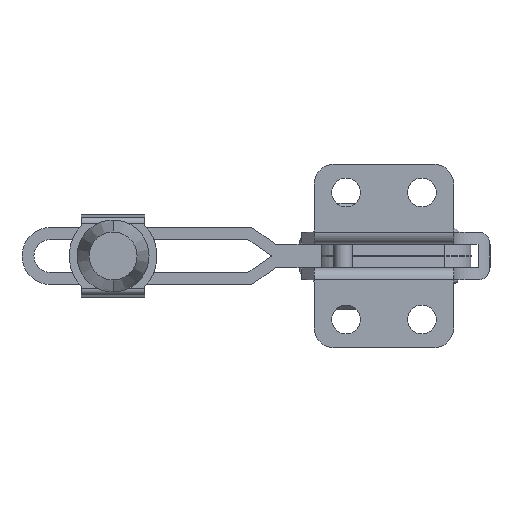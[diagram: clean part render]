
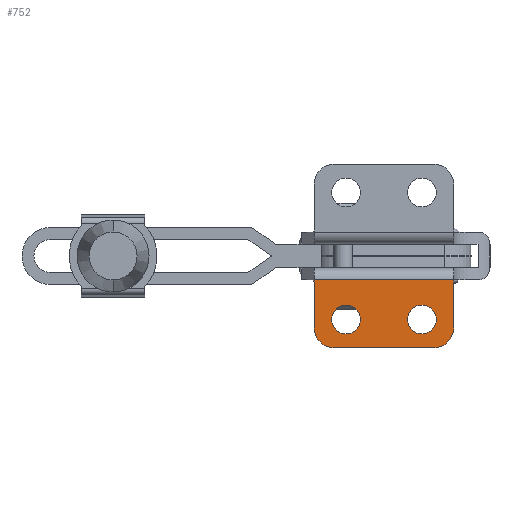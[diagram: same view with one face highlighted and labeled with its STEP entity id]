
A CAD part, front view. The second image highlights one B-rep face of the part: STEP entity #752.
In plain terms, the highlighted planar face has unit normal (0, -1, 0).
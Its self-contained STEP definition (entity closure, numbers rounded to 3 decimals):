
#309 = VERTEX_POINT ( 'NONE', #11209 ) ;
#312 = VERTEX_POINT ( 'NONE', #11301 ) ;
#345 = EDGE_CURVE ( 'NONE', #383, #309, #11289, .T. ) ;
#354 = VERTEX_POINT ( 'NONE', #11246 ) ;
#383 = VERTEX_POINT ( 'NONE', #11332 ) ;
#425 = EDGE_CURVE ( 'NONE', #312, #354, #11418, .T. ) ;
#523 = ORIENTED_EDGE ( 'NONE', *, *, #425, .F. ) ;
#634 = VERTEX_POINT ( 'NONE', #8511 ) ;
#635 = ORIENTED_EDGE ( 'NONE', *, *, #636, .T. ) ;
#636 = EDGE_CURVE ( 'NONE', #757, #783, #8573, .T. ) ;
#637 = EDGE_CURVE ( 'NONE', #671, #645, #8568, .T. ) ;
#638 = EDGE_CURVE ( 'NONE', #634, #757, #8564, .T. ) ;
#644 = EDGE_CURVE ( 'NONE', #645, #646, #8553, .T. ) ;
#645 = VERTEX_POINT ( 'NONE', #8549 ) ;
#646 = VERTEX_POINT ( 'NONE', #8548 ) ;
#660 = ORIENTED_EDGE ( 'NONE', *, *, #781, .F. ) ;
#668 = EDGE_LOOP ( 'NONE', ( #767, #676, #773, #766, #670, #635 ) ) ;
#669 = EDGE_CURVE ( 'NONE', #646, #634, #8477, .T. ) ;
#670 = ORIENTED_EDGE ( 'NONE', *, *, #638, .T. ) ;
#671 = VERTEX_POINT ( 'NONE', #8478 ) ;
#676 = ORIENTED_EDGE ( 'NONE', *, *, #637, .T. ) ;
#752 = ADVANCED_FACE ( 'NONE', ( #4546, #4542, #4541 ), #4540, .F. ) ;
#753 = EDGE_LOOP ( 'NONE', ( #754, #523 ) ) ;
#754 = ORIENTED_EDGE ( 'NONE', *, *, #755, .F. ) ;
#755 = EDGE_CURVE ( 'NONE', #354, #312, #4534, .T. ) ;
#756 = EDGE_LOOP ( 'NONE', ( #660, #782 ) ) ;
#757 = VERTEX_POINT ( 'NONE', #4559 ) ;
#766 = ORIENTED_EDGE ( 'NONE', *, *, #669, .T. ) ;
#767 = ORIENTED_EDGE ( 'NONE', *, *, #772, .F. ) ;
#772 = EDGE_CURVE ( 'NONE', #671, #783, #4677, .T. ) ;
#773 = ORIENTED_EDGE ( 'NONE', *, *, #644, .T. ) ;
#781 = EDGE_CURVE ( 'NONE', #309, #383, #4582, .T. ) ;
#782 = ORIENTED_EDGE ( 'NONE', *, *, #345, .F. ) ;
#783 = VERTEX_POINT ( 'NONE', #4598 ) ;
#4533 = AXIS2_PLACEMENT_3D ( 'NONE', #4538, #4561, #4560 ) ;
#4534 = CIRCLE ( 'NONE', #4533, 3.6 ) ;
#4535 = DIRECTION ( 'NONE',  ( 0., 0., 1. ) ) ;
#4536 = DIRECTION ( 'NONE',  ( 0., 1., 0. ) ) ;
#4537 = CARTESIAN_POINT ( 'NONE',  ( -9.1, 0., 6. ) ) ;
#4538 = CARTESIAN_POINT ( 'NONE',  ( -17.05, 0., -15.9 ) ) ;
#4539 = AXIS2_PLACEMENT_3D ( 'NONE', #4537, #4536, #4535 ) ;
#4540 = PLANE ( 'NONE',  #4539 ) ;
#4541 = FACE_OUTER_BOUND ( 'NONE', #668, .T. ) ;
#4542 = FACE_BOUND ( 'NONE', #756, .T. ) ;
#4546 = FACE_BOUND ( 'NONE', #753, .T. ) ;
#4559 = CARTESIAN_POINT ( 'NONE',  ( -14.1, 0., -23. ) ) ;
#4560 = DIRECTION ( 'NONE',  ( 0., 0., -1. ) ) ;
#4561 = DIRECTION ( 'NONE',  ( 0., -1., 0. ) ) ;
#4582 = CIRCLE ( 'NONE', #4699, 3.6 ) ;
#4598 = CARTESIAN_POINT ( 'NONE',  ( -9.1, 0., -18. ) ) ;
#4605 = CARTESIAN_POINT ( 'NONE',  ( -36.05, 0., -15.9 ) ) ;
#4611 = VECTOR ( 'NONE', #4642, 1000. ) ;
#4642 = DIRECTION ( 'NONE',  ( 0., 0., -1. ) ) ;
#4677 = LINE ( 'NONE', #4703, #4611 ) ;
#4697 = DIRECTION ( 'NONE',  ( 0., 0., -1. ) ) ;
#4698 = DIRECTION ( 'NONE',  ( 0., -1., 0. ) ) ;
#4699 = AXIS2_PLACEMENT_3D ( 'NONE', #4605, #4698, #4697 ) ;
#4703 = CARTESIAN_POINT ( 'NONE',  ( -9.1, 0., 6. ) ) ;
#8473 = DIRECTION ( 'NONE',  ( 0., 0., -1. ) ) ;
#8474 = DIRECTION ( 'NONE',  ( 0., -1., 0. ) ) ;
#8475 = CARTESIAN_POINT ( 'NONE',  ( -39., 0., -18. ) ) ;
#8476 = AXIS2_PLACEMENT_3D ( 'NONE', #8475, #8474, #8473 ) ;
#8477 = CIRCLE ( 'NONE', #8476, 5. ) ;
#8478 = CARTESIAN_POINT ( 'NONE',  ( -9.1, 0., -6. ) ) ;
#8511 = CARTESIAN_POINT ( 'NONE',  ( -39., 0., -23. ) ) ;
#8548 = CARTESIAN_POINT ( 'NONE',  ( -44., 0., -18. ) ) ;
#8549 = CARTESIAN_POINT ( 'NONE',  ( -44., 0., -6. ) ) ;
#8550 = DIRECTION ( 'NONE',  ( 0., 0., -1. ) ) ;
#8551 = VECTOR ( 'NONE', #8550, 1000. ) ;
#8552 = CARTESIAN_POINT ( 'NONE',  ( -44., 0., 6. ) ) ;
#8553 = LINE ( 'NONE', #8552, #8551 ) ;
#8561 = DIRECTION ( 'NONE',  ( 1., 0., 0. ) ) ;
#8562 = VECTOR ( 'NONE', #8561, 1000. ) ;
#8563 = CARTESIAN_POINT ( 'NONE',  ( -39., 0., -23. ) ) ;
#8564 = LINE ( 'NONE', #8563, #8562 ) ;
#8565 = DIRECTION ( 'NONE',  ( -1., 0., 0. ) ) ;
#8566 = VECTOR ( 'NONE', #8565, 1000. ) ;
#8567 = CARTESIAN_POINT ( 'NONE',  ( -9.1, 0., -6. ) ) ;
#8568 = LINE ( 'NONE', #8567, #8566 ) ;
#8569 = DIRECTION ( 'NONE',  ( 0., 0., -1. ) ) ;
#8570 = DIRECTION ( 'NONE',  ( 0., -1., 0. ) ) ;
#8571 = CARTESIAN_POINT ( 'NONE',  ( -14.1, 0., -18. ) ) ;
#8572 = AXIS2_PLACEMENT_3D ( 'NONE', #8571, #8570, #8569 ) ;
#8573 = CIRCLE ( 'NONE', #8572, 5. ) ;
#11209 = CARTESIAN_POINT ( 'NONE',  ( -36.05, 0., -19.5 ) ) ;
#11246 = CARTESIAN_POINT ( 'NONE',  ( -17.05, 0., -19.5 ) ) ;
#11286 = DIRECTION ( 'NONE',  ( 0., 0., -1. ) ) ;
#11287 = DIRECTION ( 'NONE',  ( 0., -1., 0. ) ) ;
#11288 = AXIS2_PLACEMENT_3D ( 'NONE', #11341, #11287, #11286 ) ;
#11289 = CIRCLE ( 'NONE', #11288, 3.6 ) ;
#11301 = CARTESIAN_POINT ( 'NONE',  ( -17.05, 0., -12.3 ) ) ;
#11332 = CARTESIAN_POINT ( 'NONE',  ( -36.05, 0., -12.3 ) ) ;
#11341 = CARTESIAN_POINT ( 'NONE',  ( -36.05, 0., -15.9 ) ) ;
#11418 = CIRCLE ( 'NONE', #11506, 3.6 ) ;
#11419 = CARTESIAN_POINT ( 'NONE',  ( -17.05, 0., -15.9 ) ) ;
#11490 = DIRECTION ( 'NONE',  ( 0., 0., -1. ) ) ;
#11499 = DIRECTION ( 'NONE',  ( 0., -1., 0. ) ) ;
#11506 = AXIS2_PLACEMENT_3D ( 'NONE', #11419, #11499, #11490 ) ;
